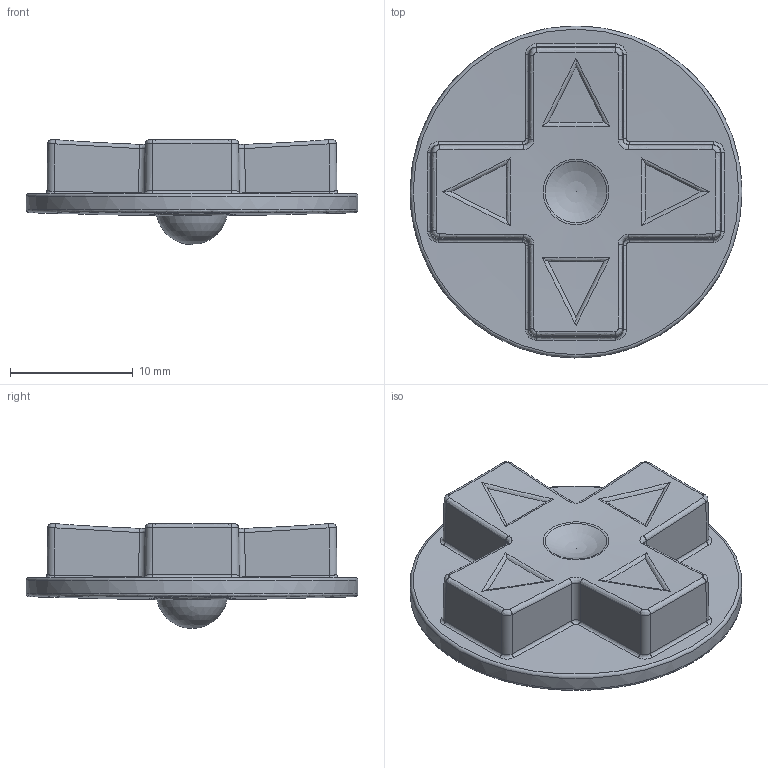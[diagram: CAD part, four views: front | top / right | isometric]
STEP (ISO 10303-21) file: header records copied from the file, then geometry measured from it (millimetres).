
FILE_DESCRIPTION(/* description */ (''),/* implementation_level */ '2;1');
FILE_NAME(/* name */ 'DPad_V3.step',/* time_stamp */ '2022-12-06T19:55:16-08:00',/* author */ (''),/* organization */ (''),/* preprocessor_version */ 'ST-DEVELOPER v19.2',/* originating_system */ 'Autodesk Translation Framework v11.17.0.187',/* authorisation */ '');
FILE_SCHEMA (('AUTOMOTIVE_DESIGN { 1 0 10303 214 3 1 1 }'));
Length unit declared in the file: millimetre
Products named in the file (1): SNES_Dpad_ABS
Bounding box: 27 x 27 x 8.55 mm (x, y, z)
Volume: 2123.7 mm3; surface area: 1680.4 mm2
Topology: 1 solids, 1 shells, 111 faces, 264 edges, 159 vertices
Faces by surface type: bspline 74, cylinder 17, plane 16, torus 2, sphere 2
Full cylindrical faces by diameter (mm): 6.5 x4, 27 x1
Entity records: 5143 total; most frequent: CARTESIAN_POINT 3052, ORIENTED_EDGE 524, EDGE_CURVE 262, DIRECTION 253, VERTEX_POINT 159, B_SPLINE_CURVE_WITH_KNOTS 156, EDGE_LOOP 117, AXIS2_PLACEMENT_3D 112
